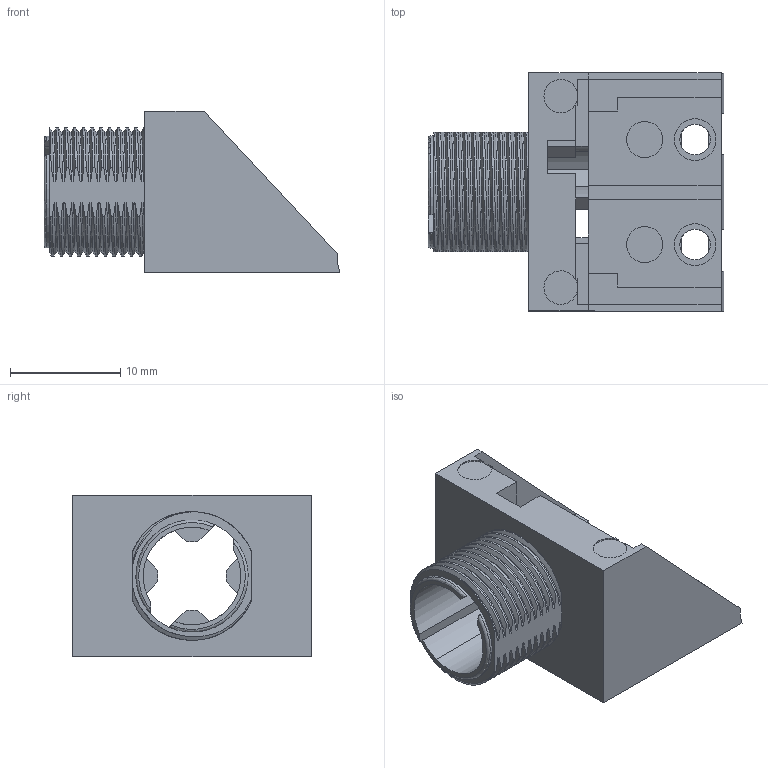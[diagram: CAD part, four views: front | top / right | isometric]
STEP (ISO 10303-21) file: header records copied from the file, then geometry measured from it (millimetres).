
FILE_DESCRIPTION(/* description */ (''),/* implementation_level */ '2;1');
FILE_NAME(/* name */ 'Cherry Pushbutton Base.step',/* time_stamp */ '2024-07-27T23:09:21-04:00',/* author */ (''),/* organization */ (''),/* preprocessor_version */ 'ST-DEVELOPER v20',/* originating_system */ 'Autodesk Translation Framework v13.14.0.145',/* authorisation */ '');
FILE_SCHEMA (('AUTOMOTIVE_DESIGN { 1 0 10303 214 3 1 1 }'));
Length unit declared in the file: inch
Products named in the file (1): Cherry Pushbutton Base
Bounding box: 26.84 x 21.62 x 14.68 mm (x, y, z)
Volume: 1973.5 mm3; surface area: 2751.2 mm2
Topology: 1 solids, 1 shells, 195 faces, 558 edges, 368 vertices
Faces by surface type: plane 82, cylinder 65, bspline 46, torus 2
Full cylindrical faces by diameter (mm): 2.769 x2, 3.277 x2, 3.785 x2
Entity records: 9083 total; most frequent: CARTESIAN_POINT 4396, ORIENTED_EDGE 1116, DIRECTION 728, EDGE_CURVE 558, VERTEX_POINT 368, LINE 308, VECTOR 308, AXIS2_PLACEMENT_3D 210
